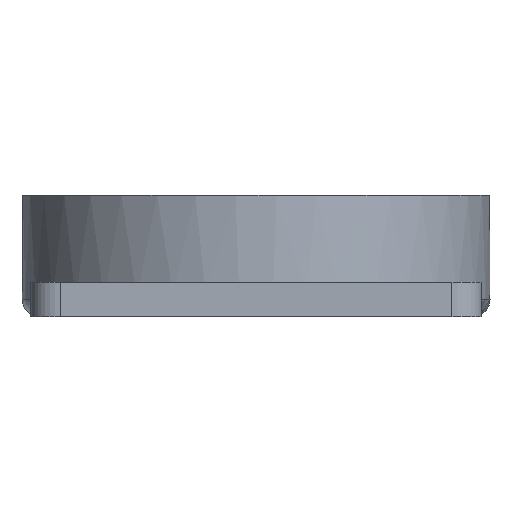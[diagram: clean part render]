
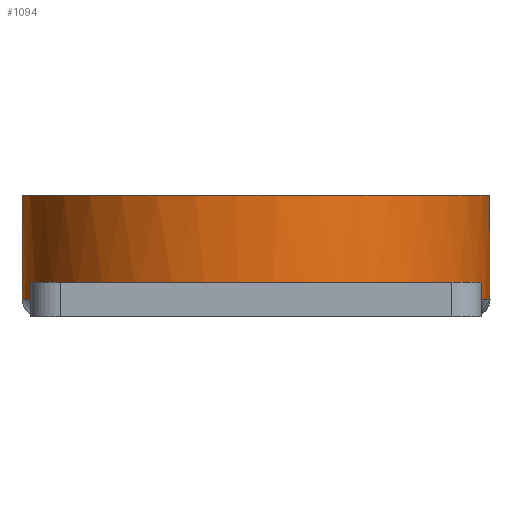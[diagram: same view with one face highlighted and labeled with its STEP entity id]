
A CAD part, front view. The second image highlights one B-rep face of the part: STEP entity #1094.
In plain terms, the highlighted cylindrical face has radius 13.5 mm (diameter 27 mm), a full revolution.
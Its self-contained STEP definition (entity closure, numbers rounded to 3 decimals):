
#80=FACE_OUTER_BOUND('',#140,.T.);
#140=EDGE_LOOP('',(#763,#764,#765,#766,#767,#768,#769,#770,#771,#772,#773,
#774));
#210=LINE('',#1746,#292);
#213=LINE('',#1753,#295);
#215=LINE('',#1760,#297);
#217=LINE('',#1765,#299);
#218=LINE('',#1768,#300);
#292=VECTOR('',#1397,10.);
#295=VECTOR('',#1404,10.);
#297=VECTOR('',#1412,10.);
#299=VECTOR('',#1418,13.5);
#300=VECTOR('',#1421,10.);
#368=CIRCLE('',#1180,13.5);
#376=CIRCLE('',#1192,13.5);
#377=CIRCLE('',#1193,13.5);
#383=CIRCLE('',#1207,13.5);
#384=CIRCLE('',#1208,13.5);
#385=CIRCLE('',#1209,13.5);
#443=VERTEX_POINT('',#1694);
#445=VERTEX_POINT('',#1700);
#451=VERTEX_POINT('',#1718);
#453=VERTEX_POINT('',#1724);
#455=VERTEX_POINT('',#1728);
#459=VERTEX_POINT('',#1745);
#461=VERTEX_POINT('',#1751);
#463=VERTEX_POINT('',#1759);
#464=VERTEX_POINT('',#1763);
#465=VERTEX_POINT('',#1767);
#553=EDGE_CURVE('',#443,#445,#368,.T.);
#565=EDGE_CURVE('',#451,#455,#376,.T.);
#566=EDGE_CURVE('',#455,#453,#377,.T.);
#574=EDGE_CURVE('',#453,#459,#210,.T.);
#578=EDGE_CURVE('',#451,#461,#213,.T.);
#581=EDGE_CURVE('',#445,#463,#215,.T.);
#583=EDGE_CURVE('',#464,#464,#383,.T.);
#584=EDGE_CURVE('',#464,#455,#217,.T.);
#585=EDGE_CURVE('',#461,#463,#384,.T.);
#586=EDGE_CURVE('',#465,#443,#218,.T.);
#587=EDGE_CURVE('',#459,#465,#385,.T.);
#763=ORIENTED_EDGE('',*,*,#583,.F.);
#764=ORIENTED_EDGE('',*,*,#584,.T.);
#765=ORIENTED_EDGE('',*,*,#565,.F.);
#766=ORIENTED_EDGE('',*,*,#578,.T.);
#767=ORIENTED_EDGE('',*,*,#585,.T.);
#768=ORIENTED_EDGE('',*,*,#581,.F.);
#769=ORIENTED_EDGE('',*,*,#553,.F.);
#770=ORIENTED_EDGE('',*,*,#586,.F.);
#771=ORIENTED_EDGE('',*,*,#587,.F.);
#772=ORIENTED_EDGE('',*,*,#574,.F.);
#773=ORIENTED_EDGE('',*,*,#566,.F.);
#774=ORIENTED_EDGE('',*,*,#584,.F.);
#998=CYLINDRICAL_SURFACE('',#1206,13.5);
#1094=ADVANCED_FACE('',(#80),#998,.T.);
#1180=AXIS2_PLACEMENT_3D('',#1704,#1347,#1348);
#1192=AXIS2_PLACEMENT_3D('',#1729,#1375,#1376);
#1193=AXIS2_PLACEMENT_3D('',#1730,#1377,#1378);
#1206=AXIS2_PLACEMENT_3D('',#1762,#1414,#1415);
#1207=AXIS2_PLACEMENT_3D('',#1764,#1416,#1417);
#1208=AXIS2_PLACEMENT_3D('',#1766,#1419,#1420);
#1209=AXIS2_PLACEMENT_3D('',#1769,#1422,#1423);
#1347=DIRECTION('center_axis',(0.,0.,-1.));
#1348=DIRECTION('ref_axis',(-0.823,-0.568,0.));
#1375=DIRECTION('center_axis',(0.,0.,-1.));
#1376=DIRECTION('ref_axis',(0.984,0.18,0.));
#1377=DIRECTION('center_axis',(0.,0.,-1.));
#1378=DIRECTION('ref_axis',(0.984,0.18,0.));
#1397=DIRECTION('',(0.,0.,1.));
#1404=DIRECTION('',(0.,0.,1.));
#1412=DIRECTION('',(0.,0.,1.));
#1414=DIRECTION('center_axis',(0.,0.,1.));
#1415=DIRECTION('ref_axis',(-0.259,-0.966,0.));
#1416=DIRECTION('center_axis',(0.,0.,1.));
#1417=DIRECTION('ref_axis',(0.259,-0.966,0.));
#1418=DIRECTION('',(0.,0.,-1.));
#1419=DIRECTION('center_axis',(0.,0.,1.));
#1420=DIRECTION('ref_axis',(-0.259,-0.966,0.));
#1421=DIRECTION('',(0.,0.,-1.));
#1422=DIRECTION('center_axis',(0.,0.,-1.));
#1423=DIRECTION('ref_axis',(0.259,-0.966,0.));
#1694=CARTESIAN_POINT('',(-4.79,38.628,1.));
#1700=CARTESIAN_POINT('',(-13.5,51.25,1.));
#1704=CARTESIAN_POINT('Origin',(0.,51.25,1.));
#1718=CARTESIAN_POINT('',(0.,64.75,1.));
#1724=CARTESIAN_POINT('',(4.79,38.628,1.));
#1728=CARTESIAN_POINT('',(3.5,64.288,1.));
#1729=CARTESIAN_POINT('Origin',(0.,51.25,1.));
#1730=CARTESIAN_POINT('Origin',(0.,51.25,1.));
#1745=CARTESIAN_POINT('',(4.79,38.628,1.3));
#1746=CARTESIAN_POINT('',(4.79,38.628,0.));
#1751=CARTESIAN_POINT('',(0.,64.75,1.3));
#1753=CARTESIAN_POINT('',(0.,64.75,0.));
#1759=CARTESIAN_POINT('',(-13.5,51.25,1.3));
#1760=CARTESIAN_POINT('',(-13.5,51.25,0.));
#1762=CARTESIAN_POINT('Origin',(0.,51.25,0.));
#1763=CARTESIAN_POINT('',(3.5,64.288,7.));
#1764=CARTESIAN_POINT('Origin',(0.,51.25,7.));
#1765=CARTESIAN_POINT('',(3.5,64.288,0.));
#1766=CARTESIAN_POINT('Origin',(0.,51.25,1.3));
#1767=CARTESIAN_POINT('',(-4.79,38.628,1.3));
#1768=CARTESIAN_POINT('',(-4.79,38.628,0.));
#1769=CARTESIAN_POINT('Origin',(0.,51.25,1.3));
